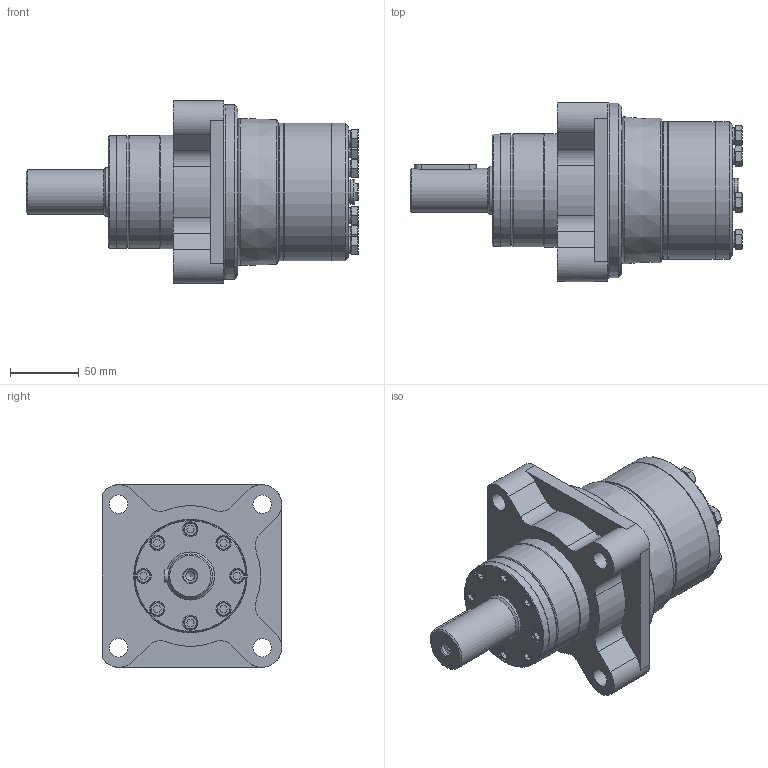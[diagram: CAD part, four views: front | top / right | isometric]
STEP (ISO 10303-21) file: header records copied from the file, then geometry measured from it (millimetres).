
FILE_DESCRIPTION(/* description */ ('STEP AP214'),/* implementation_level */ '2;1');
FILE_NAME(/* name */ 'RW200CB',/* time_stamp */ '2023-03-09T11:48:32+01:00',/* author */ ('License CC BY-ND 4.0'),/* organization */ ('CADENAS'),/* preprocessor_version */ 'ST-DEVELOPER v19.3',/* originating_system */ 'PARTsolutions',/* authorisation */ ' ');
FILE_SCHEMA (('AUTOMOTIVE_DESIGN {1 0 10303 214 3 1 1}'));
Length unit declared in the file: millimetre
Products named in the file (4): RW200CB; RW200D; RWCB; RWMF
Assembly tree (3 placements, depth 2):
  RW200CB
    RW200D
    RWCB
    RWMF
Bounding box: 241.3 x 130.35 x 132.7 mm (x, y, z)
Volume: 1575856.3 mm3; surface area: 141876.4 mm2
Topology: 3 solids, 3 shells, 313 faces, 686 edges, 435 vertices
Faces by surface type: plane 173, cone 69, cylinder 66, torus 5
Full cylindrical faces by diameter (mm): 6.647 x1, 10 x9, 11 x8, 11.6 x7, 12 x7, 13.5 x4, 16.9 x1, 18 x1, 18.631 x2, 32 x1, 35 x2, 81.5 x1, 82 x2, 82.5 x1, 100 x3, 127 x1
Entity records: 8201 total; most frequent: CARTESIAN_POINT 1600, DIRECTION 1342, ORIENTED_EDGE 1180, EDGE_CURVE 590, AXIS2_PLACEMENT_3D 521, FACE_BOUND 463, EDGE_LOOP 460, VERTEX_POINT 425
